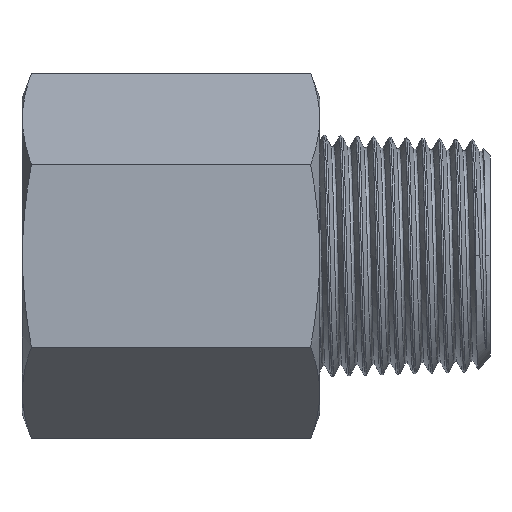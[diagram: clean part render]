
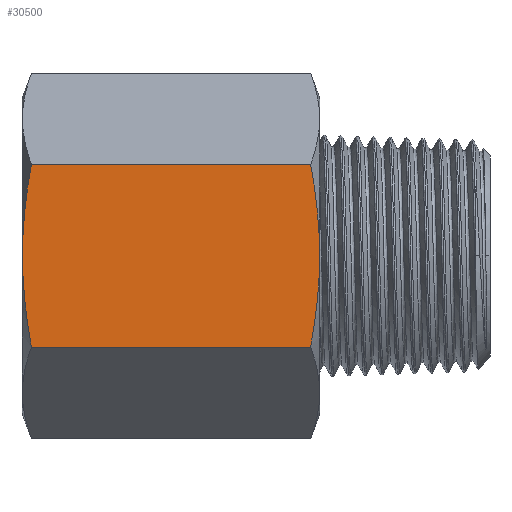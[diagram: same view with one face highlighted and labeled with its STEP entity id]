
A CAD part, top view. The second image highlights one B-rep face of the part: STEP entity #30500.
In plain terms, the highlighted planar face has unit normal (0, 0, 1).
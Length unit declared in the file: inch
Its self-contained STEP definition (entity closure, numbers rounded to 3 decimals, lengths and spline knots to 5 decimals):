
#280 = CARTESIAN_POINT ( 'NONE',  ( -0.98775, 0.33086, 0.6875 ) ) ;
#683 = ORIENTED_EDGE ( 'NONE', *, *, #15051, .F. ) ;
#1238 = CARTESIAN_POINT ( 'NONE',  ( 0.23629, 0.39693, 0.6875 ) ) ;
#1394 = ORIENTED_EDGE ( 'NONE', *, *, #27404, .T. ) ;
#1970 = DIRECTION ( 'NONE',  ( -1., 0., 0. ) ) ;
#2233 = CARTESIAN_POINT ( 'NONE',  ( 0.275, 0.39693, 0.6875 ) ) ;
#2661 = CARTESIAN_POINT ( 'NONE',  ( -0.97629, 0.39693, 0.6875 ) ) ;
#4347 = CARTESIAN_POINT ( 'NONE',  ( 0.275, -0.39693, 0.6875 ) ) ;
#4600 = EDGE_CURVE ( 'NONE', #17638, #21083, #22629, .T. ) ;
#4734 = CARTESIAN_POINT ( 'NONE',  ( -1.01146, -0.13228, 0.6875 ) ) ;
#4911 = CARTESIAN_POINT ( 'NONE',  ( 0.25809, -0.26471, 0.6875 ) ) ;
#4932 = CARTESIAN_POINT ( 'NONE',  ( 0.23629, -0.39693, 0.6875 ) ) ;
#5310 = LINE ( 'NONE', #23941, #17204 ) ;
#6004 = CARTESIAN_POINT ( 'NONE',  ( 0.24775, 0.33086, 0.6875 ) ) ;
#7125 = CARTESIAN_POINT ( 'NONE',  ( -1.015, 0., 0.6875 ) ) ;
#7300 = CARTESIAN_POINT ( 'NONE',  ( 0.23629, -0.39693, 0.6875 ) ) ;
#7344 = ORIENTED_EDGE ( 'NONE', *, *, #17656, .F. ) ;
#8102 = EDGE_CURVE ( 'NONE', #18800, #12101, #17628, .T. ) ;
#8384 = CARTESIAN_POINT ( 'NONE',  ( 0.26143, 0.23169, 0.6875 ) ) ;
#9124 = AXIS2_PLACEMENT_3D ( 'NONE', #2233, #14151, #30768 ) ;
#9608 = CARTESIAN_POINT ( 'NONE',  ( -1.015, 0.06625, 0.6875 ) ) ;
#9693 = DIRECTION ( 'NONE',  ( -1., 0., 0. ) ) ;
#10358 = CARTESIAN_POINT ( 'NONE',  ( 0.275, 0., 0.6875 ) ) ;
#10772 = CARTESIAN_POINT ( 'NONE',  ( 0.275, 0.06625, 0.6875 ) ) ;
#11418 = ORIENTED_EDGE ( 'NONE', *, *, #26199, .F. ) ;
#11762 = PLANE ( 'NONE',  #9124 ) ;
#11910 = ORIENTED_EDGE ( 'NONE', *, *, #4600, .F. ) ;
#12096 = CARTESIAN_POINT ( 'NONE',  ( -1.015, 0., 0.6875 ) ) ;
#12101 = VERTEX_POINT ( 'NONE', #4932 ) ;
#13029 = ORIENTED_EDGE ( 'NONE', *, *, #8102, .F. ) ;
#13137 = VECTOR ( 'NONE', #1970, 39.37008 ) ;
#14151 = DIRECTION ( 'NONE',  ( 0., 0., -1. ) ) ;
#14347 = CARTESIAN_POINT ( 'NONE',  ( -0.97629, 0.39693, 0.6875 ) ) ;
#14489 = CARTESIAN_POINT ( 'NONE',  ( -0.99731, 0.26475, 0.6875 ) ) ;
#15020 = CARTESIAN_POINT ( 'NONE',  ( -1.015, 0., 0.6875 ) ) ;
#15051 = EDGE_CURVE ( 'NONE', #16556, #17638, #21381, .T. ) ;
#15730 = FACE_OUTER_BOUND ( 'NONE', #24779, .T. ) ;
#16556 = VERTEX_POINT ( 'NONE', #19274 ) ;
#16561 = CARTESIAN_POINT ( 'NONE',  ( -0.97629, -0.39693, 0.6875 ) ) ;
#16744 = CARTESIAN_POINT ( 'NONE',  ( 0.27146, -0.13228, 0.6875 ) ) ;
#16776 = CARTESIAN_POINT ( 'NONE',  ( -1.01145, 0.13246, 0.6875 ) ) ;
#16787 = B_SPLINE_CURVE_WITH_KNOTS ( 'NONE', 3,
 ( #1238, #29254, #6004, #22623, #8384, #25014, #10772, #27392 ),
 .UNSPECIFIED., .F., .F.,
 ( 4, 2, 2, 4 ),
 ( 0.06637, 0.0689, 0.07143, 0.0765 ),
 .UNSPECIFIED. ) ;
#16876 = CARTESIAN_POINT ( 'NONE',  ( -0.98229, 0.36396, 0.6875 ) ) ;
#17204 = VECTOR ( 'NONE', #9693, 39.37008 ) ;
#17628 = B_SPLINE_CURVE_WITH_KNOTS ( 'NONE', 3,
 ( #19135, #26211, #16744, #4911, #21533, #7300 ),
 .UNSPECIFIED., .F., .F.,
 ( 4, 2, 4 ),
 ( 0.0765, 0.08156, 0.08661 ),
 .UNSPECIFIED. ) ;
#17638 = VERTEX_POINT ( 'NONE', #15020 ) ;
#17656 = EDGE_CURVE ( 'NONE', #25934, #18800, #16787, .T. ) ;
#18566 = CARTESIAN_POINT ( 'NONE',  ( 0.23629, 0.39693, 0.6875 ) ) ;
#18713 = LINE ( 'NONE', #4347, #13137 ) ;
#18800 = VERTEX_POINT ( 'NONE', #10358 ) ;
#18955 = CARTESIAN_POINT ( 'NONE',  ( -0.99809, -0.26471, 0.6875 ) ) ;
#19135 = CARTESIAN_POINT ( 'NONE',  ( 0.275, 0., 0.6875 ) ) ;
#19274 = CARTESIAN_POINT ( 'NONE',  ( -0.97629, -0.39693, 0.6875 ) ) ;
#21083 = VERTEX_POINT ( 'NONE', #14347 ) ;
#21351 = CARTESIAN_POINT ( 'NONE',  ( -1.015, -0.06611, 0.6875 ) ) ;
#21381 = B_SPLINE_CURVE_WITH_KNOTS ( 'NONE', 3,
 ( #16561, #30795, #18955, #4734, #21351, #7125 ),
 .UNSPECIFIED., .F., .F.,
 ( 4, 2, 4 ),
 ( 0.01776, 0.02284, 0.02793 ),
 .UNSPECIFIED. ) ;
#21533 = CARTESIAN_POINT ( 'NONE',  ( 0.24826, -0.33115, 0.6875 ) ) ;
#22623 = CARTESIAN_POINT ( 'NONE',  ( 0.25731, 0.26475, 0.6875 ) ) ;
#22629 = B_SPLINE_CURVE_WITH_KNOTS ( 'NONE', 3,
 ( #12096, #9608, #16776, #28716, #14489, #280, #16876, #2661 ),
 .UNSPECIFIED., .F., .F.,
 ( 4, 2, 2, 4 ),
 ( 0.02793, 0.03302, 0.03557, 0.03812 ),
 .UNSPECIFIED. ) ;
#23941 = CARTESIAN_POINT ( 'NONE',  ( 0.275, 0.39693, 0.6875 ) ) ;
#24779 = EDGE_LOOP ( 'NONE', ( #683, #11418, #13029, #7344, #1394, #11910 ) ) ;
#25014 = CARTESIAN_POINT ( 'NONE',  ( 0.27145, 0.13246, 0.6875 ) ) ;
#25934 = VERTEX_POINT ( 'NONE', #18566 ) ;
#26199 = EDGE_CURVE ( 'NONE', #12101, #16556, #18713, .T. ) ;
#26211 = CARTESIAN_POINT ( 'NONE',  ( 0.275, -0.06611, 0.6875 ) ) ;
#27392 = CARTESIAN_POINT ( 'NONE',  ( 0.275, 0., 0.6875 ) ) ;
#27404 = EDGE_CURVE ( 'NONE', #25934, #21083, #5310, .T. ) ;
#28716 = CARTESIAN_POINT ( 'NONE',  ( -1.00143, 0.23169, 0.6875 ) ) ;
#29254 = CARTESIAN_POINT ( 'NONE',  ( 0.24229, 0.36396, 0.6875 ) ) ;
#30500 = ADVANCED_FACE ( 'NONE', ( #15730 ), #11762, .F. ) ;
#30768 = DIRECTION ( 'NONE',  ( -1., 0., 0. ) ) ;
#30795 = CARTESIAN_POINT ( 'NONE',  ( -0.98826, -0.33115, 0.6875 ) ) ;
